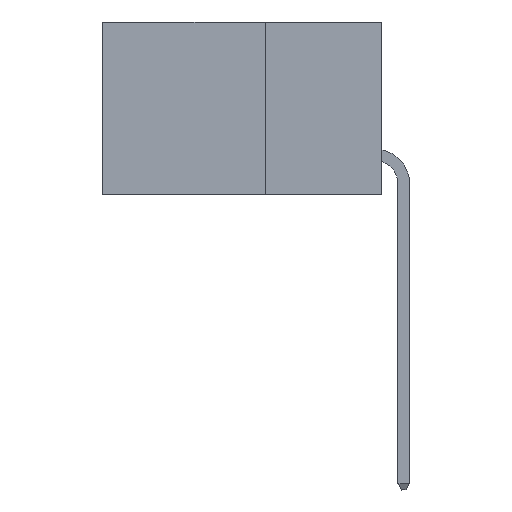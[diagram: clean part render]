
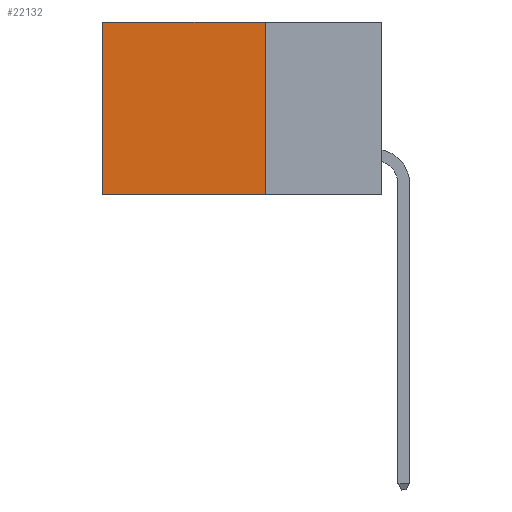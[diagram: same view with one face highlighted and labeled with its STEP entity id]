
A CAD part, left-side view. The second image highlights one B-rep face of the part: STEP entity #22132.
In plain terms, the highlighted planar face has unit normal (-1, 0, 0).
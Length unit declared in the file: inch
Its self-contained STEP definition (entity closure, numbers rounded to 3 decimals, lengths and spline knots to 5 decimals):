
#2552 = VERTEX_POINT ( 'NONE', #39891 ) ;
#3016 = FACE_OUTER_BOUND ( 'NONE', #37940, .T. ) ;
#4625 = CARTESIAN_POINT ( 'NONE',  ( 0.2875, 0.6, 0. ) ) ;
#5326 = LINE ( 'NONE', #4625, #26513 ) ;
#6530 = VERTEX_POINT ( 'NONE', #40492 ) ;
#7272 = ORIENTED_EDGE ( 'NONE', *, *, #32256, .F. ) ;
#7939 = DIRECTION ( 'NONE',  ( 0., 1., 0. ) ) ;
#10238 = LINE ( 'NONE', #11275, #38932 ) ;
#10291 = CARTESIAN_POINT ( 'NONE',  ( 0.2875, 0.25, 0. ) ) ;
#11275 = CARTESIAN_POINT ( 'NONE',  ( 0.2875, 0.25, -0.37 ) ) ;
#11696 = DIRECTION ( 'NONE',  ( 1., 0., 0. ) ) ;
#14052 = CARTESIAN_POINT ( 'NONE',  ( 0.2875, 0.25, 0. ) ) ;
#17237 = DIRECTION ( 'NONE',  ( 0., 0., -1. ) ) ;
#17861 = EDGE_CURVE ( 'NONE', #27107, #6530, #5326, .T. ) ;
#19380 = ORIENTED_EDGE ( 'NONE', *, *, #25555, .T. ) ;
#21145 = AXIS2_PLACEMENT_3D ( 'NONE', #40348, #11696, #30812 ) ;
#21464 = VECTOR ( 'NONE', #7939, 39.37008 ) ;
#22132 = ADVANCED_FACE ( 'NONE', ( #3016 ), #24751, .F. ) ;
#23226 = CARTESIAN_POINT ( 'NONE',  ( 0.2875, 0.25, 0. ) ) ;
#24751 = PLANE ( 'NONE',  #21145 ) ;
#25555 = EDGE_CURVE ( 'NONE', #37692, #27107, #33347, .T. ) ;
#26513 = VECTOR ( 'NONE', #29856, 39.37008 ) ;
#27107 = VERTEX_POINT ( 'NONE', #30726 ) ;
#27177 = ORIENTED_EDGE ( 'NONE', *, *, #40234, .F. ) ;
#29856 = DIRECTION ( 'NONE',  ( 0., 0., -1. ) ) ;
#30726 = CARTESIAN_POINT ( 'NONE',  ( 0.2875, 0.6, 0. ) ) ;
#30812 = DIRECTION ( 'NONE',  ( 0., 0., -1. ) ) ;
#32256 = EDGE_CURVE ( 'NONE', #37692, #2552, #35666, .T. ) ;
#33347 = LINE ( 'NONE', #23226, #21464 ) ;
#33430 = DIRECTION ( 'NONE',  ( 0., 1., 0. ) ) ;
#35666 = LINE ( 'NONE', #14052, #37709 ) ;
#37039 = ORIENTED_EDGE ( 'NONE', *, *, #17861, .T. ) ;
#37692 = VERTEX_POINT ( 'NONE', #10291 ) ;
#37709 = VECTOR ( 'NONE', #17237, 39.37008 ) ;
#37940 = EDGE_LOOP ( 'NONE', ( #37039, #27177, #7272, #19380 ) ) ;
#38932 = VECTOR ( 'NONE', #33430, 39.37008 ) ;
#39891 = CARTESIAN_POINT ( 'NONE',  ( 0.2875, 0.25, -0.37 ) ) ;
#40234 = EDGE_CURVE ( 'NONE', #2552, #6530, #10238, .T. ) ;
#40348 = CARTESIAN_POINT ( 'NONE',  ( 0.2875, 0.25, 0. ) ) ;
#40492 = CARTESIAN_POINT ( 'NONE',  ( 0.2875, 0.6, -0.37 ) ) ;
